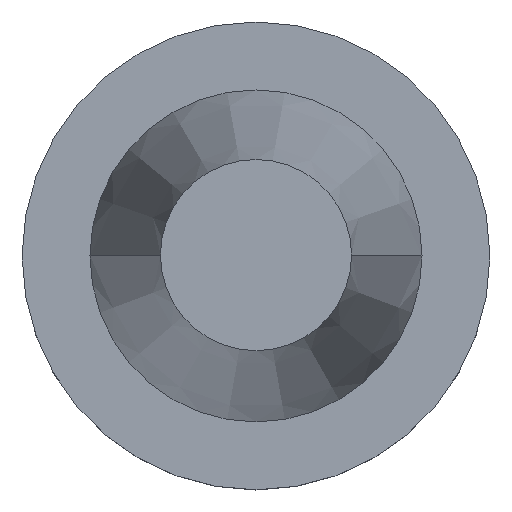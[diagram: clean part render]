
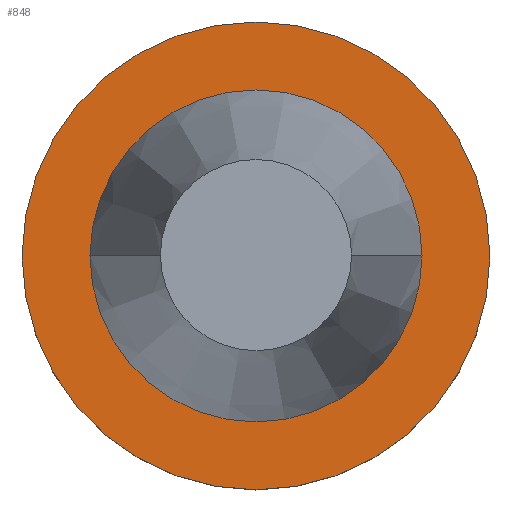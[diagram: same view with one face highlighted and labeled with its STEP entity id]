
A CAD part, top view. The second image highlights one B-rep face of the part: STEP entity #848.
In plain terms, the highlighted planar face has unit normal (0, 0, 1).
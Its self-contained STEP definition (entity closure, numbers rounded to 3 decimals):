
#12 = CIRCLE ( 'NONE', #299, 49.215 ) ;
#47 = AXIS2_PLACEMENT_3D ( 'NONE', #416, #750, #925 ) ;
#54 = VERTEX_POINT ( 'NONE', #863 ) ;
#70 = EDGE_LOOP ( 'NONE', ( #122, #666 ) ) ;
#94 = DIRECTION ( 'NONE',  ( 1., 0., 0. ) ) ;
#99 = AXIS2_PLACEMENT_3D ( 'NONE', #112, #448, #784 ) ;
#101 = ORIENTED_EDGE ( 'NONE', *, *, #702, .T. ) ;
#112 = CARTESIAN_POINT ( 'NONE',  ( 0., 0., -1.5 ) ) ;
#122 = ORIENTED_EDGE ( 'NONE', *, *, #755, .F. ) ;
#124 = FACE_BOUND ( 'NONE', #70, .T. ) ;
#200 = ORIENTED_EDGE ( 'NONE', *, *, #782, .T. ) ;
#267 = CIRCLE ( 'NONE', #319, 34.925 ) ;
#273 = VERTEX_POINT ( 'NONE', #769 ) ;
#299 = AXIS2_PLACEMENT_3D ( 'NONE', #691, #865, #497 ) ;
#304 = FACE_OUTER_BOUND ( 'NONE', #593, .T. ) ;
#319 = AXIS2_PLACEMENT_3D ( 'NONE', #929, #844, #94 ) ;
#388 = PLANE ( 'NONE',  #836 ) ;
#416 = CARTESIAN_POINT ( 'NONE',  ( 0., 0., -1.5 ) ) ;
#434 = VERTEX_POINT ( 'NONE', #456 ) ;
#448 = DIRECTION ( 'NONE',  ( 0., 0., 1. ) ) ;
#456 = CARTESIAN_POINT ( 'NONE',  ( 34.925, 0., -1.5 ) ) ;
#464 = DIRECTION ( 'NONE',  ( 0., 0., -1. ) ) ;
#497 = DIRECTION ( 'NONE',  ( 1., 0., 0. ) ) ;
#558 = CARTESIAN_POINT ( 'NONE',  ( 0., 49.215, -1.5 ) ) ;
#593 = EDGE_LOOP ( 'NONE', ( #101, #200 ) ) ;
#666 = ORIENTED_EDGE ( 'NONE', *, *, #763, .F. ) ;
#689 = CIRCLE ( 'NONE', #99, 49.215 ) ;
#691 = CARTESIAN_POINT ( 'NONE',  ( 0., 0., -1.5 ) ) ;
#702 = EDGE_CURVE ( 'NONE', #54, #273, #12, .T. ) ;
#741 = CARTESIAN_POINT ( 'NONE',  ( -34.925, 0., -1.5 ) ) ;
#750 = DIRECTION ( 'NONE',  ( 0., 0., 1. ) ) ;
#755 = EDGE_CURVE ( 'NONE', #434, #1002, #1029, .T. ) ;
#763 = EDGE_CURVE ( 'NONE', #1002, #434, #267, .T. ) ;
#769 = CARTESIAN_POINT ( 'NONE',  ( -49.215, 0., -1.5 ) ) ;
#782 = EDGE_CURVE ( 'NONE', #273, #54, #689, .T. ) ;
#784 = DIRECTION ( 'NONE',  ( 1., 0., 0. ) ) ;
#836 = AXIS2_PLACEMENT_3D ( 'NONE', #558, #464, #1044 ) ;
#844 = DIRECTION ( 'NONE',  ( 0., 0., 1. ) ) ;
#848 = ADVANCED_FACE ( 'NONE', ( #124, #304 ), #388, .F. ) ;
#863 = CARTESIAN_POINT ( 'NONE',  ( 49.215, 0., -1.5 ) ) ;
#865 = DIRECTION ( 'NONE',  ( 0., 0., 1. ) ) ;
#925 = DIRECTION ( 'NONE',  ( 1., 0., 0. ) ) ;
#929 = CARTESIAN_POINT ( 'NONE',  ( 0., 0., -1.5 ) ) ;
#1002 = VERTEX_POINT ( 'NONE', #741 ) ;
#1029 = CIRCLE ( 'NONE', #47, 34.925 ) ;
#1044 = DIRECTION ( 'NONE',  ( -1., 0., 0. ) ) ;
